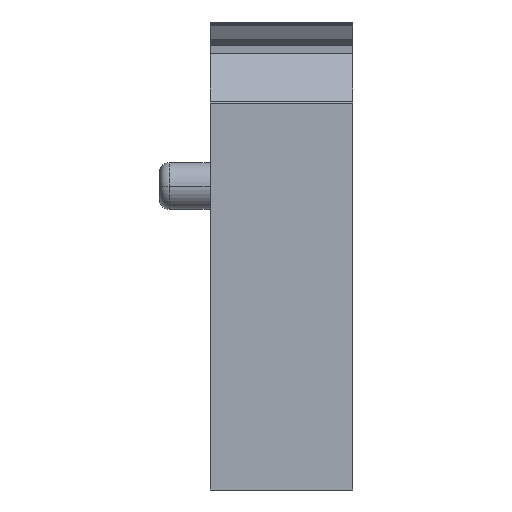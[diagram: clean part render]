
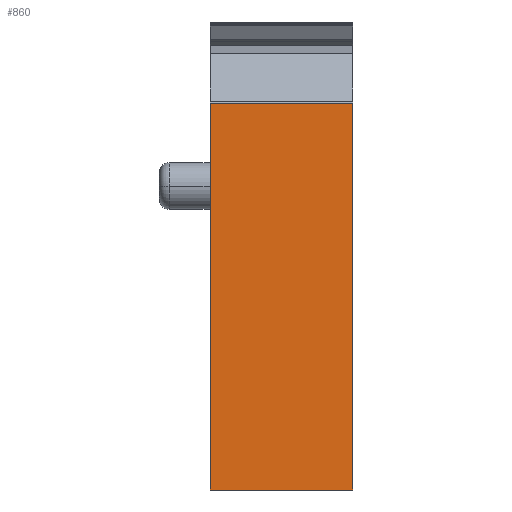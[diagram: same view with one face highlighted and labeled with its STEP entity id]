
A CAD part, front view. The second image highlights one B-rep face of the part: STEP entity #860.
In plain terms, the highlighted planar face has unit normal (0, -1, 0).
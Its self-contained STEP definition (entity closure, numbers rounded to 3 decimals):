
#847=AXIS2_PLACEMENT_3D('Plane Axis2P3D',#844,#845,#846) ;
#57=CARTESIAN_POINT('Vertex',(2.49,0.,0.)) ;
#73=CARTESIAN_POINT('Vertex',(9.49,0.,0.)) ;
#76=CARTESIAN_POINT('Line Origine',(5.99,0.,0.)) ;
#119=CARTESIAN_POINT('Line Origine',(2.49,0.,9.5)) ;
#123=CARTESIAN_POINT('Vertex',(2.49,0.,19.)) ;
#500=CARTESIAN_POINT('Line Origine',(9.49,0.,9.5)) ;
#504=CARTESIAN_POINT('Vertex',(9.49,0.,19.)) ;
#844=CARTESIAN_POINT('Axis2P3D Location',(9.49,0.,19.)) ;
#849=CARTESIAN_POINT('Line Origine',(5.99,0.,19.)) ;
#77=DIRECTION('Vector Direction',(-1.,0.,0.)) ;
#120=DIRECTION('Vector Direction',(0.,0.,-1.)) ;
#501=DIRECTION('Vector Direction',(0.,0.,-1.)) ;
#845=DIRECTION('Axis2P3D Direction',(0.,1.,0.)) ;
#846=DIRECTION('Axis2P3D XDirection',(-1.,0.,0.)) ;
#850=DIRECTION('Vector Direction',(-1.,0.,0.)) ;
#78=VECTOR('Line Direction',#77,1.) ;
#121=VECTOR('Line Direction',#120,1.) ;
#502=VECTOR('Line Direction',#501,1.) ;
#851=VECTOR('Line Direction',#850,1.) ;
#855=ORIENTED_EDGE('',*,*,#125,.T.) ;
#856=ORIENTED_EDGE('',*,*,#80,.F.) ;
#857=ORIENTED_EDGE('',*,*,#506,.F.) ;
#858=ORIENTED_EDGE('',*,*,#853,.T.) ;
#860=ADVANCED_FACE('V1',(#859),#848,.F.) ;
#80=EDGE_CURVE('',#74,#58,#79,.T.) ;
#125=EDGE_CURVE('',#124,#58,#122,.T.) ;
#506=EDGE_CURVE('',#505,#74,#503,.T.) ;
#853=EDGE_CURVE('',#505,#124,#852,.T.) ;
#854=EDGE_LOOP('',(#855,#856,#857,#858)) ;
#859=FACE_OUTER_BOUND('',#854,.T.) ;
#79=LINE('Line',#76,#78) ;
#122=LINE('Line',#119,#121) ;
#503=LINE('Line',#500,#502) ;
#852=LINE('Line',#849,#851) ;
#848=PLANE('',#847) ;
#58=VERTEX_POINT('',#57) ;
#74=VERTEX_POINT('',#73) ;
#124=VERTEX_POINT('',#123) ;
#505=VERTEX_POINT('',#504) ;
